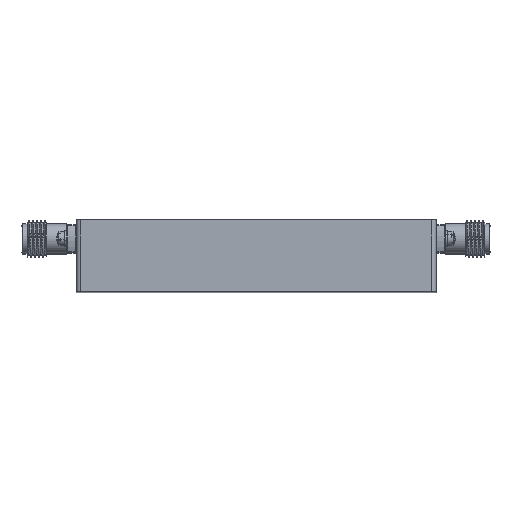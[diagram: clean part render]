
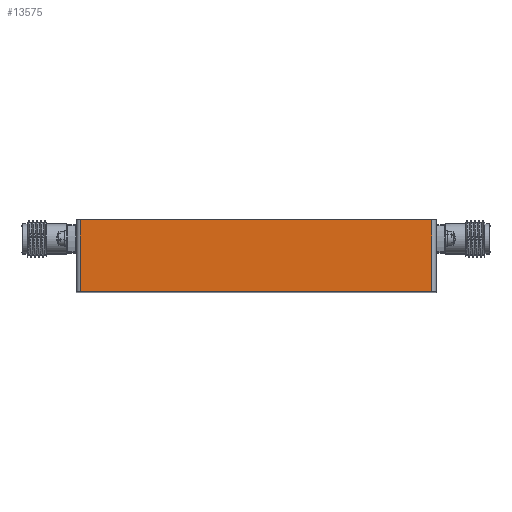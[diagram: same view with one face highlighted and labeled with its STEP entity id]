
A CAD part, top view. The second image highlights one B-rep face of the part: STEP entity #13575.
In plain terms, the highlighted planar face has unit normal (0, 0, 1).
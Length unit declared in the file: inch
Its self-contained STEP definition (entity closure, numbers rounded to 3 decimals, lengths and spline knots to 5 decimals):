
#6819 = DIRECTION ( 'NONE',  ( 0., -1., 0. ) ) ;
#10657 = EDGE_CURVE ( 'NONE', #90682, #63369, #27424, .T. ) ;
#13575 = ADVANCED_FACE ( 'NONE', ( #89640 ), #31590, .F. ) ;
#16409 = CARTESIAN_POINT ( 'NONE',  ( 0.09654, 1.15574, 1.67883 ) ) ;
#18304 = CARTESIAN_POINT ( 'NONE',  ( 2.53454, 1.15574, 1.67883 ) ) ;
#21781 = CARTESIAN_POINT ( 'NONE',  ( 0.09654, 1.15574, 1.67883 ) ) ;
#24952 = VECTOR ( 'NONE', #68322, 39.37008 ) ;
#25943 = LINE ( 'NONE', #33813, #65511 ) ;
#27424 = LINE ( 'NONE', #70127, #91362 ) ;
#29175 = ORIENTED_EDGE ( 'NONE', *, *, #10657, .F. ) ;
#31590 = PLANE ( 'NONE',  #85017 ) ;
#33813 = CARTESIAN_POINT ( 'NONE',  ( 0.09654, 0.65574, 1.67883 ) ) ;
#37476 = DIRECTION ( 'NONE',  ( 0., -1., 0. ) ) ;
#41936 = EDGE_LOOP ( 'NONE', ( #75912, #29175, #65286, #89997 ) ) ;
#46568 = VECTOR ( 'NONE', #37476, 39.37008 ) ;
#47705 = DIRECTION ( 'NONE',  ( -1., 0., 0. ) ) ;
#48589 = CARTESIAN_POINT ( 'NONE',  ( 2.53454, 0.65574, 1.67883 ) ) ;
#50230 = EDGE_CURVE ( 'NONE', #73936, #90682, #93384, .T. ) ;
#53593 = CARTESIAN_POINT ( 'NONE',  ( 0.09654, 1.15574, 1.67883 ) ) ;
#55228 = EDGE_CURVE ( 'NONE', #87039, #63369, #25943, .T. ) ;
#57578 = CARTESIAN_POINT ( 'NONE',  ( 0.09654, 0.65574, 1.67883 ) ) ;
#63369 = VERTEX_POINT ( 'NONE', #48589 ) ;
#64946 = EDGE_CURVE ( 'NONE', #73936, #87039, #76777, .T. ) ;
#65286 = ORIENTED_EDGE ( 'NONE', *, *, #50230, .F. ) ;
#65511 = VECTOR ( 'NONE', #75137, 39.37008 ) ;
#65586 = DIRECTION ( 'NONE',  ( 0., 0., -1. ) ) ;
#68322 = DIRECTION ( 'NONE',  ( 1., 0., 0. ) ) ;
#70127 = CARTESIAN_POINT ( 'NONE',  ( 2.53454, 1.15574, 1.67883 ) ) ;
#73936 = VERTEX_POINT ( 'NONE', #84198 ) ;
#75137 = DIRECTION ( 'NONE',  ( 1., 0., 0. ) ) ;
#75912 = ORIENTED_EDGE ( 'NONE', *, *, #55228, .T. ) ;
#76777 = LINE ( 'NONE', #21781, #46568 ) ;
#84198 = CARTESIAN_POINT ( 'NONE',  ( 0.09654, 1.15574, 1.67883 ) ) ;
#85017 = AXIS2_PLACEMENT_3D ( 'NONE', #16409, #65586, #47705 ) ;
#87039 = VERTEX_POINT ( 'NONE', #57578 ) ;
#89640 = FACE_OUTER_BOUND ( 'NONE', #41936, .T. ) ;
#89997 = ORIENTED_EDGE ( 'NONE', *, *, #64946, .T. ) ;
#90682 = VERTEX_POINT ( 'NONE', #18304 ) ;
#91362 = VECTOR ( 'NONE', #6819, 39.37008 ) ;
#93384 = LINE ( 'NONE', #53593, #24952 ) ;
